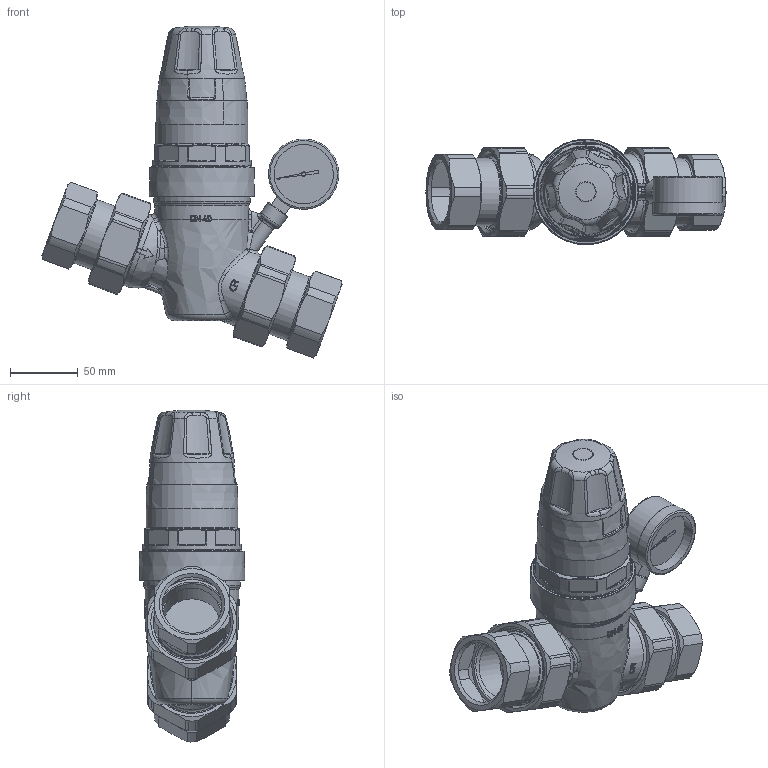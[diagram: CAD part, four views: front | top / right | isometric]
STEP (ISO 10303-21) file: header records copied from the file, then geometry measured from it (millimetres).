
FILE_DESCRIPTION(/* description */ (''),/* implementation_level */ '2;1');
FILE_NAME(/* name */ '535381HA _Simplify_1.stp',/* time_stamp */ '2025-08-20T09:47:30-05:00',/* author */ ('ischreiner'),/* organization */ (''),/* preprocessor_version */ 'ST-DEVELOPER v20',/* originating_system */ 'Autodesk Inventor 2025',/* authorisation */ '');
FILE_SCHEMA (('AUTOMOTIVE_DESIGN { 1 0 10303 214 3 1 1 }'));
Length unit declared in the file: inch
Products named in the file (1): 535381HA _Simplify_1
Bounding box: 222.13 x 77.97 x 245.73 mm (x, y, z)
Volume: 1068872.7 mm3; surface area: 134039.7 mm2
Topology: 5 solids, 5 shells, 922 faces, 2501 edges, 1612 vertices
Faces by surface type: bspline 276, cylinder 227, plane 218, cone 97, torus 81, sphere 23
Full cylindrical faces by diameter (mm): 1.089 x2, 2.723 x1, 5.3 x2, 13 x1, 14 x1, 17.996 x1, 43 x2, 44 x1, 50 x2, 51 x1, 52 x1, 54 x2, 56 x2, 57 x2, 57.2 x4, 59.4 x2, 60.4 x2, 68 x1, 73 x1, 73.986 x1
Entity records: 51879 total; most frequent: CARTESIAN_POINT 29924, ORIENTED_EDGE 4974, DIRECTION 3589, EDGE_CURVE 2487, VERTEX_POINT 1612, AXIS2_PLACEMENT_3D 1482, EDGE_LOOP 967, B_SPLINE_CURVE_WITH_KNOTS 929
